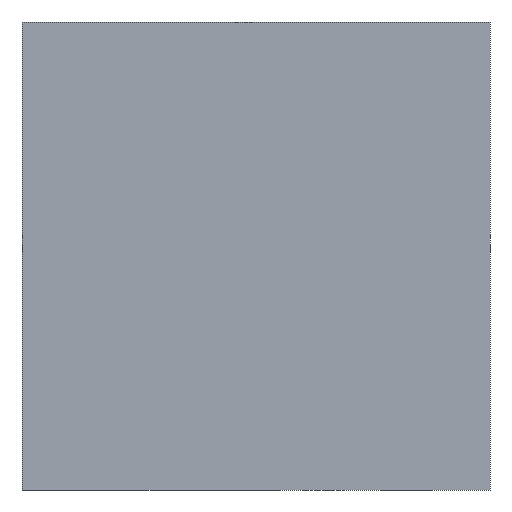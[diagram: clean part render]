
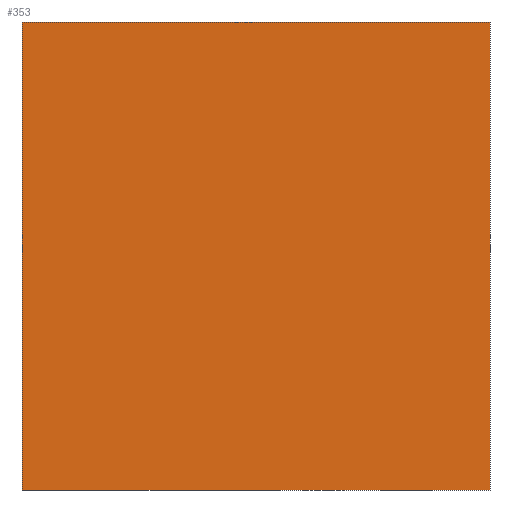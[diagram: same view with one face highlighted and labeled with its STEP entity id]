
A CAD part, left-side view. The second image highlights one B-rep face of the part: STEP entity #353.
In plain terms, the highlighted planar face has unit normal (-1, 0, 0).
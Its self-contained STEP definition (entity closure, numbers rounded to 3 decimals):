
#44=LINE('',#607,#67);
#45=LINE('',#610,#68);
#46=LINE('',#612,#69);
#47=LINE('',#613,#70);
#67=VECTOR('',#510,10.);
#68=VECTOR('',#513,10.);
#69=VECTOR('',#514,10.);
#70=VECTOR('',#515,10.);
#101=FACE_OUTER_BOUND('',#124,.T.);
#124=EDGE_LOOP('',(#294,#295,#296,#297));
#185=VERTEX_POINT('',#600);
#188=VERTEX_POINT('',#605);
#189=VERTEX_POINT('',#609);
#190=VERTEX_POINT('',#611);
#229=EDGE_CURVE('',#185,#188,#44,.T.);
#230=EDGE_CURVE('',#189,#185,#45,.T.);
#231=EDGE_CURVE('',#190,#188,#46,.T.);
#232=EDGE_CURVE('',#189,#190,#47,.T.);
#294=ORIENTED_EDGE('',*,*,#230,.T.);
#295=ORIENTED_EDGE('',*,*,#229,.T.);
#296=ORIENTED_EDGE('',*,*,#231,.F.);
#297=ORIENTED_EDGE('',*,*,#232,.F.);
#333=PLANE('',#415);
#353=ADVANCED_FACE('',(#101),#333,.T.);
#415=AXIS2_PLACEMENT_3D('',#608,#511,#512);
#510=DIRECTION('',(0.,0.,-1.));
#511=DIRECTION('center_axis',(-1.,0.,0.));
#512=DIRECTION('ref_axis',(0.,1.,0.));
#513=DIRECTION('',(0.,1.,0.));
#514=DIRECTION('',(0.,1.,0.));
#515=DIRECTION('',(0.,0.,-1.));
#600=CARTESIAN_POINT('',(-39.,-48.,-8.));
#605=CARTESIAN_POINT('',(-39.,-48.,-40.));
#607=CARTESIAN_POINT('',(-39.,-48.,-8.));
#608=CARTESIAN_POINT('Origin',(-39.,-80.,-8.));
#609=CARTESIAN_POINT('',(-39.,-80.,-8.));
#610=CARTESIAN_POINT('',(-39.,-80.,-8.));
#611=CARTESIAN_POINT('',(-39.,-80.,-40.));
#612=CARTESIAN_POINT('',(-39.,-80.,-40.));
#613=CARTESIAN_POINT('',(-39.,-80.,-8.));
